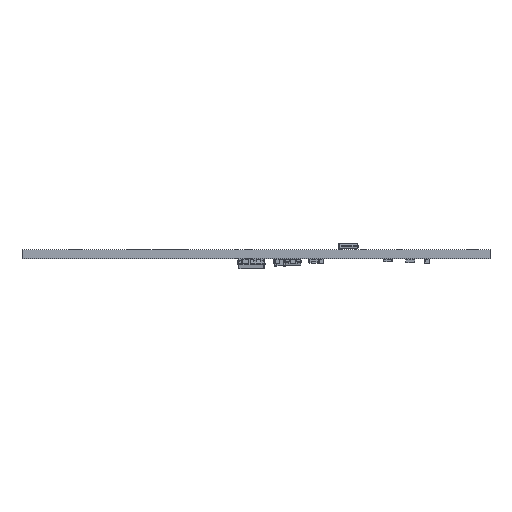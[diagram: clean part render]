
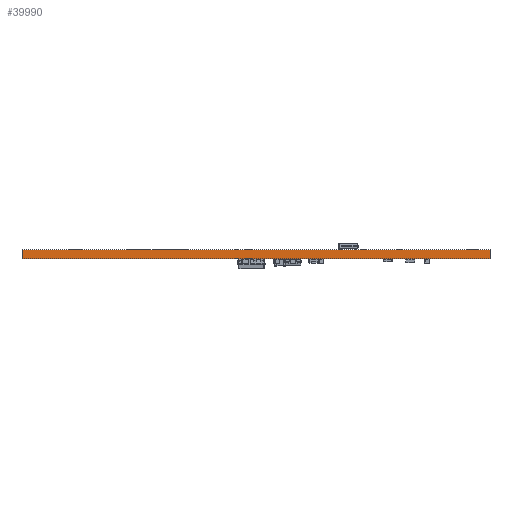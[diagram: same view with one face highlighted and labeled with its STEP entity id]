
A CAD part, front view. The second image highlights one B-rep face of the part: STEP entity #39990.
In plain terms, the highlighted planar face has unit normal (0, -1, 0).
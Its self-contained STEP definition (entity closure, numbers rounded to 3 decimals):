
#39874 = EDGE_CURVE('',#39875,#39877,#39879,.T.);
#39875 = VERTEX_POINT('',#39876);
#39876 = CARTESIAN_POINT('',(-41.2,-50.53,0.));
#39877 = VERTEX_POINT('',#39878);
#39878 = CARTESIAN_POINT('',(-41.2,-50.53,1.6));
#39879 = SURFACE_CURVE('',#39880,(#39884,#39896),.PCURVE_S1.);
#39880 = LINE('',#39881,#39882);
#39881 = CARTESIAN_POINT('',(-41.2,-50.53,0.));
#39882 = VECTOR('',#39883,1.);
#39883 = DIRECTION('',(0.,0.,1.));
#39884 = PCURVE('',#39885,#39890);
#39885 = PLANE('',#39886);
#39886 = AXIS2_PLACEMENT_3D('',#39887,#39888,#39889);
#39887 = CARTESIAN_POINT('',(-41.2,-50.53,0.));
#39888 = DIRECTION('',(-1.,0.,0.));
#39889 = DIRECTION('',(0.,1.,0.));
#39890 = DEFINITIONAL_REPRESENTATION('',(#39891),#39895);
#39891 = LINE('',#39892,#39893);
#39892 = CARTESIAN_POINT('',(0.,0.));
#39893 = VECTOR('',#39894,1.);
#39894 = DIRECTION('',(0.,-1.));
#39895 = ( GEOMETRIC_REPRESENTATION_CONTEXT(2) 
PARAMETRIC_REPRESENTATION_CONTEXT() REPRESENTATION_CONTEXT('2D SPACE',''
  ) );
#39896 = PCURVE('',#39897,#39902);
#39897 = PLANE('',#39898);
#39898 = AXIS2_PLACEMENT_3D('',#39899,#39900,#39901);
#39899 = CARTESIAN_POINT('',(41.6,-50.53,0.));
#39900 = DIRECTION('',(0.,-1.,0.));
#39901 = DIRECTION('',(-1.,0.,0.));
#39902 = DEFINITIONAL_REPRESENTATION('',(#39903),#39907);
#39903 = LINE('',#39904,#39905);
#39904 = CARTESIAN_POINT('',(82.8,0.));
#39905 = VECTOR('',#39906,1.);
#39906 = DIRECTION('',(0.,-1.));
#39907 = ( GEOMETRIC_REPRESENTATION_CONTEXT(2) 
PARAMETRIC_REPRESENTATION_CONTEXT() REPRESENTATION_CONTEXT('2D SPACE',''
  ) );
#39925 = PLANE('',#39926);
#39926 = AXIS2_PLACEMENT_3D('',#39927,#39928,#39929);
#39927 = CARTESIAN_POINT('',(0.2,-0.53,1.6));
#39928 = DIRECTION('',(-0.,-0.,-1.));
#39929 = DIRECTION('',(-1.,0.,0.));
#39979 = PLANE('',#39980);
#39980 = AXIS2_PLACEMENT_3D('',#39981,#39982,#39983);
#39981 = CARTESIAN_POINT('',(0.2,-0.53,0.));
#39982 = DIRECTION('',(-0.,-0.,-1.));
#39983 = DIRECTION('',(-1.,0.,0.));
#39990 = ADVANCED_FACE('',(#39991),#39897,.T.);
#39991 = FACE_BOUND('',#39992,.T.);
#39992 = EDGE_LOOP('',(#39993,#40023,#40044,#40045));
#39993 = ORIENTED_EDGE('',*,*,#39994,.T.);
#39994 = EDGE_CURVE('',#39995,#39997,#39999,.T.);
#39995 = VERTEX_POINT('',#39996);
#39996 = CARTESIAN_POINT('',(41.6,-50.53,0.));
#39997 = VERTEX_POINT('',#39998);
#39998 = CARTESIAN_POINT('',(41.6,-50.53,1.6));
#39999 = SURFACE_CURVE('',#40000,(#40004,#40011),.PCURVE_S1.);
#40000 = LINE('',#40001,#40002);
#40001 = CARTESIAN_POINT('',(41.6,-50.53,0.));
#40002 = VECTOR('',#40003,1.);
#40003 = DIRECTION('',(0.,0.,1.));
#40004 = PCURVE('',#39897,#40005);
#40005 = DEFINITIONAL_REPRESENTATION('',(#40006),#40010);
#40006 = LINE('',#40007,#40008);
#40007 = CARTESIAN_POINT('',(0.,-0.));
#40008 = VECTOR('',#40009,1.);
#40009 = DIRECTION('',(0.,-1.));
#40010 = ( GEOMETRIC_REPRESENTATION_CONTEXT(2) 
PARAMETRIC_REPRESENTATION_CONTEXT() REPRESENTATION_CONTEXT('2D SPACE',''
  ) );
#40011 = PCURVE('',#40012,#40017);
#40012 = PLANE('',#40013);
#40013 = AXIS2_PLACEMENT_3D('',#40014,#40015,#40016);
#40014 = CARTESIAN_POINT('',(41.6,49.47,0.));
#40015 = DIRECTION('',(1.,0.,-0.));
#40016 = DIRECTION('',(0.,-1.,0.));
#40017 = DEFINITIONAL_REPRESENTATION('',(#40018),#40022);
#40018 = LINE('',#40019,#40020);
#40019 = CARTESIAN_POINT('',(100.,0.));
#40020 = VECTOR('',#40021,1.);
#40021 = DIRECTION('',(0.,-1.));
#40022 = ( GEOMETRIC_REPRESENTATION_CONTEXT(2) 
PARAMETRIC_REPRESENTATION_CONTEXT() REPRESENTATION_CONTEXT('2D SPACE',''
  ) );
#40023 = ORIENTED_EDGE('',*,*,#40024,.T.);
#40024 = EDGE_CURVE('',#39997,#39877,#40025,.T.);
#40025 = SURFACE_CURVE('',#40026,(#40030,#40037),.PCURVE_S1.);
#40026 = LINE('',#40027,#40028);
#40027 = CARTESIAN_POINT('',(41.6,-50.53,1.6));
#40028 = VECTOR('',#40029,1.);
#40029 = DIRECTION('',(-1.,0.,0.));
#40030 = PCURVE('',#39897,#40031);
#40031 = DEFINITIONAL_REPRESENTATION('',(#40032),#40036);
#40032 = LINE('',#40033,#40034);
#40033 = CARTESIAN_POINT('',(0.,-1.6));
#40034 = VECTOR('',#40035,1.);
#40035 = DIRECTION('',(1.,0.));
#40036 = ( GEOMETRIC_REPRESENTATION_CONTEXT(2) 
PARAMETRIC_REPRESENTATION_CONTEXT() REPRESENTATION_CONTEXT('2D SPACE',''
  ) );
#40037 = PCURVE('',#39925,#40038);
#40038 = DEFINITIONAL_REPRESENTATION('',(#40039),#40043);
#40039 = LINE('',#40040,#40041);
#40040 = CARTESIAN_POINT('',(-41.4,-50.));
#40041 = VECTOR('',#40042,1.);
#40042 = DIRECTION('',(1.,0.));
#40043 = ( GEOMETRIC_REPRESENTATION_CONTEXT(2) 
PARAMETRIC_REPRESENTATION_CONTEXT() REPRESENTATION_CONTEXT('2D SPACE',''
  ) );
#40044 = ORIENTED_EDGE('',*,*,#39874,.F.);
#40045 = ORIENTED_EDGE('',*,*,#40046,.F.);
#40046 = EDGE_CURVE('',#39995,#39875,#40047,.T.);
#40047 = SURFACE_CURVE('',#40048,(#40052,#40059),.PCURVE_S1.);
#40048 = LINE('',#40049,#40050);
#40049 = CARTESIAN_POINT('',(41.6,-50.53,0.));
#40050 = VECTOR('',#40051,1.);
#40051 = DIRECTION('',(-1.,0.,0.));
#40052 = PCURVE('',#39897,#40053);
#40053 = DEFINITIONAL_REPRESENTATION('',(#40054),#40058);
#40054 = LINE('',#40055,#40056);
#40055 = CARTESIAN_POINT('',(0.,-0.));
#40056 = VECTOR('',#40057,1.);
#40057 = DIRECTION('',(1.,0.));
#40058 = ( GEOMETRIC_REPRESENTATION_CONTEXT(2) 
PARAMETRIC_REPRESENTATION_CONTEXT() REPRESENTATION_CONTEXT('2D SPACE',''
  ) );
#40059 = PCURVE('',#39979,#40060);
#40060 = DEFINITIONAL_REPRESENTATION('',(#40061),#40065);
#40061 = LINE('',#40062,#40063);
#40062 = CARTESIAN_POINT('',(-41.4,-50.));
#40063 = VECTOR('',#40064,1.);
#40064 = DIRECTION('',(1.,0.));
#40065 = ( GEOMETRIC_REPRESENTATION_CONTEXT(2) 
PARAMETRIC_REPRESENTATION_CONTEXT() REPRESENTATION_CONTEXT('2D SPACE',''
  ) );
